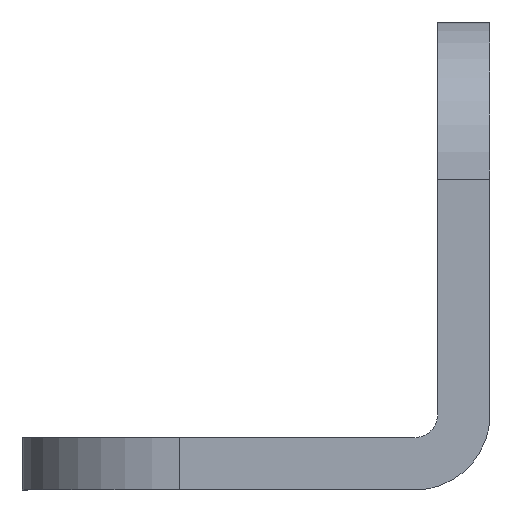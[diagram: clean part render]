
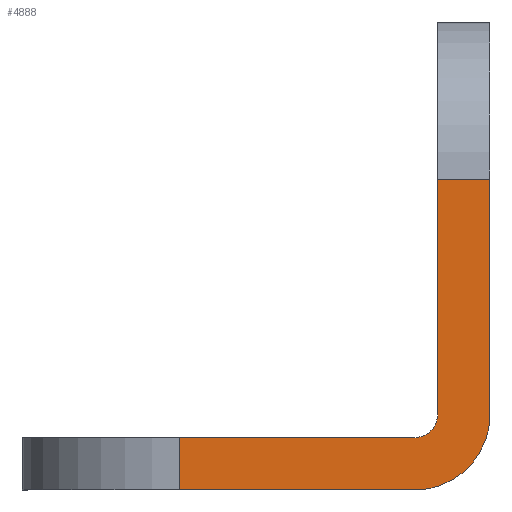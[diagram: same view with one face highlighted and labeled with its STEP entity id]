
A CAD part, left-side view. The second image highlights one B-rep face of the part: STEP entity #4888.
In plain terms, the highlighted planar face has unit normal (-1, 0, 0).
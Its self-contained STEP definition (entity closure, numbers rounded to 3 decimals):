
#245 = ORIENTED_EDGE ( 'NONE', *, *, #4638, .T. ) ;
#300 = ORIENTED_EDGE ( 'NONE', *, *, #1671, .F. ) ;
#400 = VERTEX_POINT ( 'NONE', #1441 ) ;
#423 = LINE ( 'NONE', #5561, #3030 ) ;
#477 = AXIS2_PLACEMENT_3D ( 'NONE', #1932, #5027, #3282 ) ;
#507 = CARTESIAN_POINT ( 'NONE',  ( 0., 0.7, -12. ) ) ;
#544 = FACE_OUTER_BOUND ( 'NONE', #1807, .T. ) ;
#1051 = DIRECTION ( 'NONE',  ( 1., 0., 0. ) ) ;
#1083 = VERTEX_POINT ( 'NONE', #3588 ) ;
#1127 = LINE ( 'NONE', #3489, #5824 ) ;
#1136 = CARTESIAN_POINT ( 'NONE',  ( 0., -1.6, -12. ) ) ;
#1297 = EDGE_CURVE ( 'NONE', #5322, #1083, #2094, .T. ) ;
#1324 = VERTEX_POINT ( 'NONE', #4100 ) ;
#1420 = PLANE ( 'NONE',  #3999 ) ;
#1441 = CARTESIAN_POINT ( 'NONE',  ( 0., 0.7, -14.3 ) ) ;
#1533 = DIRECTION ( 'NONE',  ( 0., 0., 1. ) ) ;
#1568 = CARTESIAN_POINT ( 'NONE',  ( 0., 7.9, -12.7 ) ) ;
#1573 = VECTOR ( 'NONE', #5396, 1000. ) ;
#1671 = EDGE_CURVE ( 'NONE', #3006, #400, #4150, .T. ) ;
#1777 = ORIENTED_EDGE ( 'NONE', *, *, #3407, .T. ) ;
#1807 = EDGE_LOOP ( 'NONE', ( #245, #4185, #3647, #5402, #4454, #300, #1777, #5687 ) ) ;
#1932 = CARTESIAN_POINT ( 'NONE',  ( 0., 0.7, -12. ) ) ;
#1974 = DIRECTION ( 'NONE',  ( 0., -1., 0. ) ) ;
#2094 = CIRCLE ( 'NONE', #477, 0.7 ) ;
#2134 = VERTEX_POINT ( 'NONE', #4645 ) ;
#2271 = LINE ( 'NONE', #3985, #1573 ) ;
#2392 = EDGE_CURVE ( 'NONE', #2644, #5322, #2271, .T. ) ;
#2495 = LINE ( 'NONE', #3790, #4949 ) ;
#2561 = VECTOR ( 'NONE', #5381, 1000. ) ;
#2586 = LINE ( 'NONE', #4536, #2561 ) ;
#2617 = AXIS2_PLACEMENT_3D ( 'NONE', #507, #1051, #1974 ) ;
#2644 = VERTEX_POINT ( 'NONE', #1568 ) ;
#3006 = VERTEX_POINT ( 'NONE', #1136 ) ;
#3030 = VECTOR ( 'NONE', #5052, 1000. ) ;
#3129 = DIRECTION ( 'NONE',  ( 0., 0., 1. ) ) ;
#3282 = DIRECTION ( 'NONE',  ( 0., -1., 0. ) ) ;
#3296 = CARTESIAN_POINT ( 'NONE',  ( 0., -1.6, 0. ) ) ;
#3407 = EDGE_CURVE ( 'NONE', #3006, #2134, #2495, .T. ) ;
#3489 = CARTESIAN_POINT ( 'NONE',  ( 0., 0., 0. ) ) ;
#3588 = CARTESIAN_POINT ( 'NONE',  ( 0., 0., -12. ) ) ;
#3607 = EDGE_CURVE ( 'NONE', #2134, #1324, #423, .T. ) ;
#3647 = ORIENTED_EDGE ( 'NONE', *, *, #2392, .F. ) ;
#3790 = CARTESIAN_POINT ( 'NONE',  ( 0., -1.6, 0. ) ) ;
#3985 = CARTESIAN_POINT ( 'NONE',  ( 0., 0., -12.7 ) ) ;
#3999 = AXIS2_PLACEMENT_3D ( 'NONE', #3296, #4236, #5563 ) ;
#4100 = CARTESIAN_POINT ( 'NONE',  ( 0., 0., -4.8 ) ) ;
#4150 = CIRCLE ( 'NONE', #2617, 2.3 ) ;
#4185 = ORIENTED_EDGE ( 'NONE', *, *, #1297, .F. ) ;
#4236 = DIRECTION ( 'NONE',  ( -1., 0., 0. ) ) ;
#4450 = CARTESIAN_POINT ( 'NONE',  ( 0., 0.7, -12.7 ) ) ;
#4454 = ORIENTED_EDGE ( 'NONE', *, *, #5303, .F. ) ;
#4536 = CARTESIAN_POINT ( 'NONE',  ( 0., 12.7, -14.3 ) ) ;
#4638 = EDGE_CURVE ( 'NONE', #1324, #1083, #1127, .T. ) ;
#4645 = CARTESIAN_POINT ( 'NONE',  ( 0., -1.6, -4.8 ) ) ;
#4785 = EDGE_CURVE ( 'NONE', #4802, #2644, #5445, .T. ) ;
#4802 = VERTEX_POINT ( 'NONE', #5874 ) ;
#4888 = ADVANCED_FACE ( 'NONE', ( #544 ), #1420, .T. ) ;
#4949 = VECTOR ( 'NONE', #1533, 1000. ) ;
#5027 = DIRECTION ( 'NONE',  ( -1., 0., 0. ) ) ;
#5052 = DIRECTION ( 'NONE',  ( 0., 1., 0. ) ) ;
#5303 = EDGE_CURVE ( 'NONE', #400, #4802, #2586, .T. ) ;
#5322 = VERTEX_POINT ( 'NONE', #4450 ) ;
#5381 = DIRECTION ( 'NONE',  ( 0., 1., 0. ) ) ;
#5396 = DIRECTION ( 'NONE',  ( 0., -1., 0. ) ) ;
#5402 = ORIENTED_EDGE ( 'NONE', *, *, #4785, .F. ) ;
#5445 = LINE ( 'NONE', #5472, #5623 ) ;
#5472 = CARTESIAN_POINT ( 'NONE',  ( 0., 7.9, -14.3 ) ) ;
#5561 = CARTESIAN_POINT ( 'NONE',  ( 0., -1.6, -4.8 ) ) ;
#5563 = DIRECTION ( 'NONE',  ( 0., 0., 1. ) ) ;
#5623 = VECTOR ( 'NONE', #3129, 1000. ) ;
#5687 = ORIENTED_EDGE ( 'NONE', *, *, #3607, .T. ) ;
#5719 = DIRECTION ( 'NONE',  ( 0., 0., -1. ) ) ;
#5824 = VECTOR ( 'NONE', #5719, 1000. ) ;
#5874 = CARTESIAN_POINT ( 'NONE',  ( 0., 7.9, -14.3 ) ) ;
